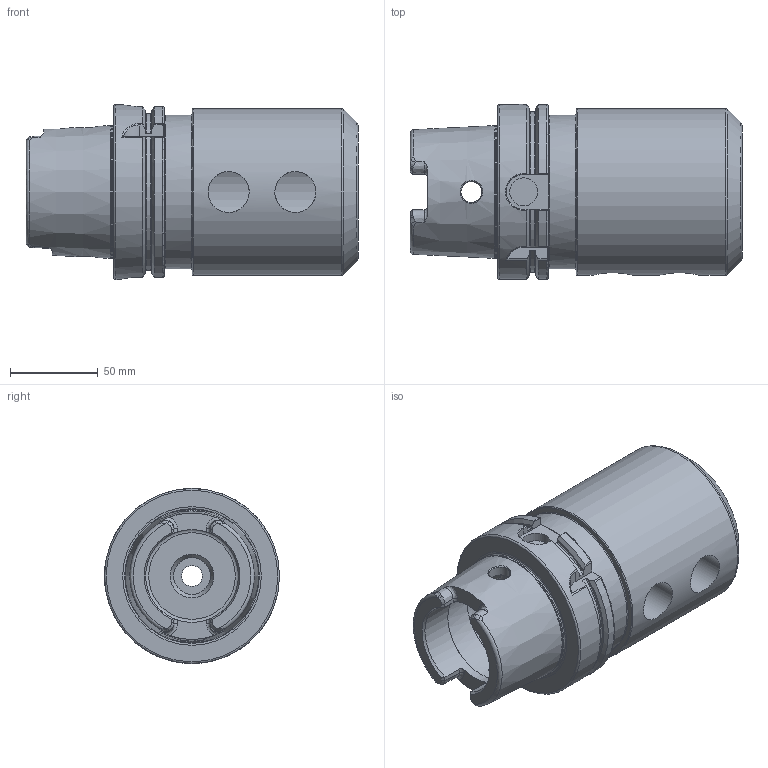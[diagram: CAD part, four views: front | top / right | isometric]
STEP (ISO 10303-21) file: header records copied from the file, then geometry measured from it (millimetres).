
FILE_DESCRIPTION(/* description */ (''),/* implementation_level */ '2;1');
FILE_NAME(/* name */ 'HSK100A-EM200-0550.stp',/* time_stamp */ '2019-07-22T10:18:10-05:00',/* author */ ('ldfli'),/* organization */ ('Pioneer N.A.'),/* preprocessor_version */ 'ST-DEVELOPER v18',/* originating_system */ 'Autodesk Inventor LT',/* authorisation */ '');
FILE_SCHEMA (('AUTOMOTIVE_DESIGN { 1 0 10303 214 3 1 1 }'));
Length unit declared in the file: millimetre
Products named in the file (1): HSK100A-EM200-0550
Bounding box: 189.7 x 100 x 100 mm (x, y, z)
Volume: 779078.2 mm3; surface area: 101536.9 mm2
Topology: 1 solids, 1 shells, 177 faces, 511 edges, 339 vertices
Faces by surface type: plane 61, bspline 46, cylinder 31, torus 24, cone 15
Full cylindrical faces by diameter (mm): 10 x1, 12 x3, 16 x1, 21 x1, 23.444 x2, 26 x1, 50.8 x1, 51.8 x1, 53 x2, 63 x1, 75.519 x1, 87.8 x1, 95.25 x1, 100 x1
Entity records: 9059 total; most frequent: CARTESIAN_POINT 4655, ORIENTED_EDGE 1026, DIRECTION 780, EDGE_CURVE 513, VERTEX_POINT 341, AXIS2_PLACEMENT_3D 304, EDGE_LOOP 190, FACE_OUTER_BOUND 177
